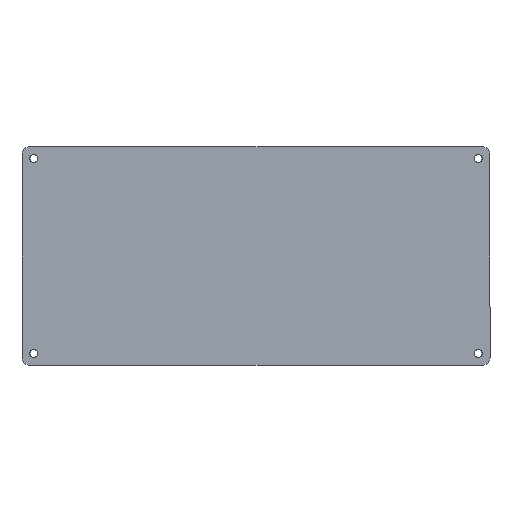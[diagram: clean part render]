
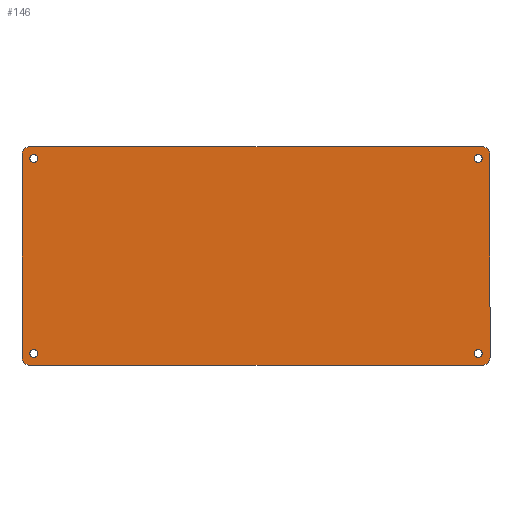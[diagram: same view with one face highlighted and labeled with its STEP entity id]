
A CAD part, top view. The second image highlights one B-rep face of the part: STEP entity #146.
In plain terms, the highlighted planar face has unit normal (0, 0, 1).
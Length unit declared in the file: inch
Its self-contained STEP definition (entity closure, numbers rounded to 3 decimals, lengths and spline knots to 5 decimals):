
#8 = EDGE_LOOP ( 'NONE', ( #17 ) ) ;
#13 = DIRECTION ( 'NONE',  ( 0., 0., -1. ) ) ;
#15 = AXIS2_PLACEMENT_3D ( 'NONE', #424, #198, #235 ) ;
#17 = ORIENTED_EDGE ( 'NONE', *, *, #367, .T. ) ;
#30 = DIRECTION ( 'NONE',  ( -1., 0., 0. ) ) ;
#33 = DIRECTION ( 'NONE',  ( 0., -1., 0. ) ) ;
#34 = DIRECTION ( 'NONE',  ( 0., 0., 1. ) ) ;
#37 = ORIENTED_EDGE ( 'NONE', *, *, #263, .T. ) ;
#42 = ORIENTED_EDGE ( 'NONE', *, *, #354, .F. ) ;
#44 = CARTESIAN_POINT ( 'NONE',  ( -7.25, -3.125, 0. ) ) ;
#47 = EDGE_CURVE ( 'NONE', #366, #186, #456, .T. ) ;
#49 = EDGE_LOOP ( 'NONE', ( #359 ) ) ;
#56 = ORIENTED_EDGE ( 'NONE', *, *, #99, .T. ) ;
#75 = DIRECTION ( 'NONE',  ( -1., 0., 0. ) ) ;
#77 = CIRCLE ( 'NONE', #15, 0.125 ) ;
#82 = VERTEX_POINT ( 'NONE', #267 ) ;
#84 = DIRECTION ( 'NONE',  ( -1., 0., 0. ) ) ;
#89 = CARTESIAN_POINT ( 'NONE',  ( -7.5, 3.25, 0. ) ) ;
#92 = CARTESIAN_POINT ( 'NONE',  ( 7., 3.125, 0. ) ) ;
#96 = VERTEX_POINT ( 'NONE', #44 ) ;
#97 = AXIS2_PLACEMENT_3D ( 'NONE', #473, #320, #242 ) ;
#99 = EDGE_CURVE ( 'NONE', #435, #435, #77, .T. ) ;
#101 = EDGE_LOOP ( 'NONE', ( #56 ) ) ;
#103 = AXIS2_PLACEMENT_3D ( 'NONE', #358, #355, #317 ) ;
#104 = VERTEX_POINT ( 'NONE', #389 ) ;
#107 = CARTESIAN_POINT ( 'NONE',  ( -7.25, 3.5, 0. ) ) ;
#109 = VECTOR ( 'NONE', #497, 39.37008 ) ;
#114 = EDGE_CURVE ( 'NONE', #186, #466, #177, .T. ) ;
#119 = DIRECTION ( 'NONE',  ( 0., 0., -1. ) ) ;
#120 = DIRECTION ( 'NONE',  ( 1., 0., 0. ) ) ;
#121 = CARTESIAN_POINT ( 'NONE',  ( -7.25, 3.25, 0. ) ) ;
#127 = AXIS2_PLACEMENT_3D ( 'NONE', #505, #230, #30 ) ;
#136 = DIRECTION ( 'NONE',  ( -1., 0., 0. ) ) ;
#145 = CARTESIAN_POINT ( 'NONE',  ( 7.125, 3.125, 0. ) ) ;
#146 = ADVANCED_FACE ( 'NONE', ( #465, #314, #158, #383, #396 ), #469, .T. ) ;
#149 = LINE ( 'NONE', #343, #237 ) ;
#152 = CIRCLE ( 'NONE', #363, 0.125 ) ;
#156 = EDGE_CURVE ( 'NONE', #82, #509, #307, .T. ) ;
#158 = FACE_BOUND ( 'NONE', #101, .T. ) ;
#165 = CARTESIAN_POINT ( 'NONE',  ( 7.25, 3.5, 0. ) ) ;
#166 = VERTEX_POINT ( 'NONE', #232 ) ;
#174 = ORIENTED_EDGE ( 'NONE', *, *, #114, .F. ) ;
#177 = CIRCLE ( 'NONE', #127, 0.25 ) ;
#185 = CARTESIAN_POINT ( 'NONE',  ( -7.5, -3.25, 0. ) ) ;
#186 = VERTEX_POINT ( 'NONE', #165 ) ;
#198 = DIRECTION ( 'NONE',  ( 0., 0., -1. ) ) ;
#211 = EDGE_LOOP ( 'NONE', ( #37 ) ) ;
#212 = EDGE_CURVE ( 'NONE', #498, #366, #336, .T. ) ;
#213 = ORIENTED_EDGE ( 'NONE', *, *, #328, .F. ) ;
#217 = CARTESIAN_POINT ( 'NONE',  ( -7.25, 3.5, 0. ) ) ;
#230 = DIRECTION ( 'NONE',  ( 0., 0., -1. ) ) ;
#232 = CARTESIAN_POINT ( 'NONE',  ( -7.5, -3.25, 0. ) ) ;
#235 = DIRECTION ( 'NONE',  ( -1., 0., 0. ) ) ;
#237 = VECTOR ( 'NONE', #33, 39.37008 ) ;
#238 = CARTESIAN_POINT ( 'NONE',  ( 7., -3.125, 0. ) ) ;
#242 = DIRECTION ( 'NONE',  ( -1., 0., 0. ) ) ;
#254 = AXIS2_PLACEMENT_3D ( 'NONE', #482, #13, #136 ) ;
#260 = AXIS2_PLACEMENT_3D ( 'NONE', #382, #119, #75 ) ;
#263 = EDGE_CURVE ( 'NONE', #96, #96, #514, .T. ) ;
#267 = CARTESIAN_POINT ( 'NONE',  ( 7.25, -3.5, 0. ) ) ;
#269 = VECTOR ( 'NONE', #84, 39.37008 ) ;
#278 = DIRECTION ( 'NONE',  ( 0., 0., -1. ) ) ;
#280 = CARTESIAN_POINT ( 'NONE',  ( -7.25, -3.5, 0. ) ) ;
#281 = AXIS2_PLACEMENT_3D ( 'NONE', #121, #278, #326 ) ;
#282 = ORIENTED_EDGE ( 'NONE', *, *, #156, .F. ) ;
#285 = EDGE_CURVE ( 'NONE', #104, #82, #321, .T. ) ;
#297 = EDGE_CURVE ( 'NONE', #323, #323, #384, .T. ) ;
#304 = DIRECTION ( 'NONE',  ( 0., 0., -1. ) ) ;
#307 = LINE ( 'NONE', #432, #269 ) ;
#314 = FACE_BOUND ( 'NONE', #211, .T. ) ;
#317 = DIRECTION ( 'NONE',  ( -1., 0., 0. ) ) ;
#319 = CARTESIAN_POINT ( 'NONE',  ( -7.25, 3.125, 0. ) ) ;
#320 = DIRECTION ( 'NONE',  ( 0., 0., -1. ) ) ;
#321 = CIRCLE ( 'NONE', #103, 0.25 ) ;
#323 = VERTEX_POINT ( 'NONE', #238 ) ;
#326 = DIRECTION ( 'NONE',  ( -1., 0., 0. ) ) ;
#328 = EDGE_CURVE ( 'NONE', #509, #166, #351, .T. ) ;
#330 = ORIENTED_EDGE ( 'NONE', *, *, #212, .F. ) ;
#333 = ORIENTED_EDGE ( 'NONE', *, *, #47, .F. ) ;
#336 = CIRCLE ( 'NONE', #281, 0.25 ) ;
#340 = DIRECTION ( 'NONE',  ( -1., 0., 0. ) ) ;
#342 = VECTOR ( 'NONE', #375, 39.37008 ) ;
#343 = CARTESIAN_POINT ( 'NONE',  ( 7.5, 3.25, 0. ) ) ;
#344 = CARTESIAN_POINT ( 'NONE',  ( 0., 0., 0. ) ) ;
#351 = CIRCLE ( 'NONE', #260, 0.25 ) ;
#354 = EDGE_CURVE ( 'NONE', #166, #498, #419, .T. ) ;
#355 = DIRECTION ( 'NONE',  ( 0., 0., -1. ) ) ;
#358 = CARTESIAN_POINT ( 'NONE',  ( 7.25, -3.25, 0. ) ) ;
#359 = ORIENTED_EDGE ( 'NONE', *, *, #297, .T. ) ;
#363 = AXIS2_PLACEMENT_3D ( 'NONE', #145, #304, #340 ) ;
#366 = VERTEX_POINT ( 'NONE', #107 ) ;
#367 = EDGE_CURVE ( 'NONE', #481, #481, #152, .T. ) ;
#372 = EDGE_CURVE ( 'NONE', #466, #104, #149, .T. ) ;
#375 = DIRECTION ( 'NONE',  ( 1., 0., 0. ) ) ;
#382 = CARTESIAN_POINT ( 'NONE',  ( -7.25, -3.25, 0. ) ) ;
#383 = FACE_BOUND ( 'NONE', #8, .T. ) ;
#384 = CIRCLE ( 'NONE', #97, 0.125 ) ;
#389 = CARTESIAN_POINT ( 'NONE',  ( 7.5, -3.25, 0. ) ) ;
#396 = FACE_OUTER_BOUND ( 'NONE', #480, .T. ) ;
#419 = LINE ( 'NONE', #185, #109 ) ;
#424 = CARTESIAN_POINT ( 'NONE',  ( -7.125, 3.125, 0. ) ) ;
#427 = CARTESIAN_POINT ( 'NONE',  ( 7.5, 3.25, 0. ) ) ;
#429 = ORIENTED_EDGE ( 'NONE', *, *, #285, .F. ) ;
#432 = CARTESIAN_POINT ( 'NONE',  ( 7.25, -3.5, 0. ) ) ;
#435 = VERTEX_POINT ( 'NONE', #319 ) ;
#456 = LINE ( 'NONE', #217, #342 ) ;
#465 = FACE_BOUND ( 'NONE', #49, .T. ) ;
#466 = VERTEX_POINT ( 'NONE', #427 ) ;
#469 = PLANE ( 'NONE',  #493 ) ;
#473 = CARTESIAN_POINT ( 'NONE',  ( 7.125, -3.125, 0. ) ) ;
#477 = ORIENTED_EDGE ( 'NONE', *, *, #372, .F. ) ;
#480 = EDGE_LOOP ( 'NONE', ( #477, #174, #333, #330, #42, #213, #282, #429 ) ) ;
#481 = VERTEX_POINT ( 'NONE', #92 ) ;
#482 = CARTESIAN_POINT ( 'NONE',  ( -7.125, -3.125, 0. ) ) ;
#493 = AXIS2_PLACEMENT_3D ( 'NONE', #344, #34, #120 ) ;
#497 = DIRECTION ( 'NONE',  ( 0., 1., 0. ) ) ;
#498 = VERTEX_POINT ( 'NONE', #89 ) ;
#505 = CARTESIAN_POINT ( 'NONE',  ( 7.25, 3.25, 0. ) ) ;
#509 = VERTEX_POINT ( 'NONE', #280 ) ;
#514 = CIRCLE ( 'NONE', #254, 0.125 ) ;
